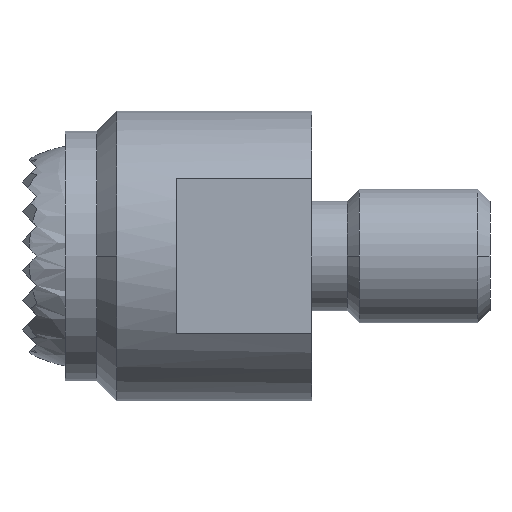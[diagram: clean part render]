
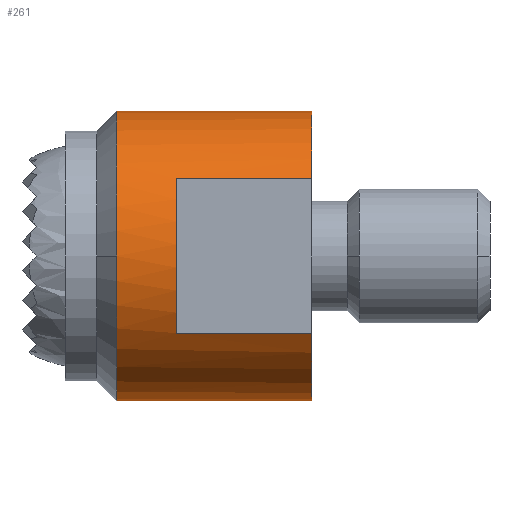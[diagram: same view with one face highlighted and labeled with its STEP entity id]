
A CAD part, front view. The second image highlights one B-rep face of the part: STEP entity #261.
In plain terms, the highlighted cylindrical face has radius 6.5 mm (diameter 13 mm), a partial arc.
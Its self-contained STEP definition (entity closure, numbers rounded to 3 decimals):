
#261=ADVANCED_FACE('',(#696),#697,.T.);
#696=FACE_OUTER_BOUND('',#1310,.T.);
#697=CYLINDRICAL_SURFACE('',#1311,6.5);
#1310=EDGE_LOOP('',(#1998,#1999,#2000,#2001,#2002,#2003,#2004,#2005,#2006));
#1311=AXIS2_PLACEMENT_3D('',#2007,#2008,#2009);
#1998=ORIENTED_EDGE('',*,*,#3418,.T.);
#1999=ORIENTED_EDGE('',*,*,#3467,.F.);
#2000=ORIENTED_EDGE('',*,*,#3463,.T.);
#2001=ORIENTED_EDGE('',*,*,#3460,.T.);
#2002=ORIENTED_EDGE('',*,*,#3465,.T.);
#2003=ORIENTED_EDGE('',*,*,#3468,.F.);
#2004=ORIENTED_EDGE('',*,*,#3420,.T.);
#2005=ORIENTED_EDGE('',*,*,#3469,.F.);
#2006=ORIENTED_EDGE('',*,*,#3414,.F.);
#2007=CARTESIAN_POINT('',(6.675,0.0,0.0));
#2008=DIRECTION('',(1.0,0.0,0.0));
#2009=DIRECTION('',(0.0,0.0,-1.0));
#3414=EDGE_CURVE('',#3987,#3989,#3990,.T.);
#3418=EDGE_CURVE('',#3987,#3995,#3996,.T.);
#3420=EDGE_CURVE('',#3999,#3997,#4000,.T.);
#3460=EDGE_CURVE('',#4060,#4061,#4062,.T.);
#3463=EDGE_CURVE('',#4065,#4060,#4066,.T.);
#3465=EDGE_CURVE('',#4061,#4067,#4069,.T.);
#3467=EDGE_CURVE('',#4065,#3995,#4071,.T.);
#3468=EDGE_CURVE('',#3999,#4067,#4072,.T.);
#3469=EDGE_CURVE('',#3989,#3997,#4073,.T.);
#3987=VERTEX_POINT('',#4731);
#3989=VERTEX_POINT('',#4733);
#3990=CIRCLE('',#4734,6.5);
#3995=VERTEX_POINT('',#4740);
#3996=LINE('',#4741,#4742);
#3997=VERTEX_POINT('',#4743);
#3999=VERTEX_POINT('',#4745);
#4000=LINE('',#4746,#4747);
#4060=VERTEX_POINT('',#4817);
#4061=VERTEX_POINT('',#4818);
#4062=CIRCLE('',#4819,6.5);
#4065=VERTEX_POINT('',#4823);
#4066=LINE('',#4824,#4825);
#4067=VERTEX_POINT('',#4826);
#4069=LINE('',#4829,#4830);
#4071=CIRCLE('',#4832,6.5);
#4072=CIRCLE('',#4833,6.5);
#4073=CIRCLE('',#4834,6.5);
#4731=CARTESIAN_POINT('',(2.3,0.,-6.5));
#4733=CARTESIAN_POINT('',(2.3,-6.5,0.));
#4734=AXIS2_PLACEMENT_3D('',#5736,#5737,#5738);
#4740=CARTESIAN_POINT('',(11.05,0.,-6.5));
#4741=CARTESIAN_POINT('',(6.675,0.,-6.5));
#4742=VECTOR('',#5743,1.0);
#4743=CARTESIAN_POINT('',(2.3,0.,6.5));
#4745=CARTESIAN_POINT('',(11.05,0.,6.5));
#4746=CARTESIAN_POINT('',(6.675,0.,6.5));
#4747=VECTOR('',#5747,1.0);
#4817=CARTESIAN_POINT('',(4.973,-5.5,-3.464));
#4818=CARTESIAN_POINT('',(4.973,-5.5,3.464));
#4819=AXIS2_PLACEMENT_3D('',#5815,#5816,#5817);
#4823=CARTESIAN_POINT('',(11.05,-5.5,-3.464));
#4824=CARTESIAN_POINT('',(8.011,-5.5,-3.464));
#4825=VECTOR('',#5819,1.0);
#4826=CARTESIAN_POINT('',(11.05,-5.5,3.464));
#4829=CARTESIAN_POINT('',(8.011,-5.5,3.464));
#4830=VECTOR('',#5821,1.0);
#4832=AXIS2_PLACEMENT_3D('',#5822,#5823,#5824);
#4833=AXIS2_PLACEMENT_3D('',#5825,#5826,#5827);
#4834=AXIS2_PLACEMENT_3D('',#5828,#5829,#5830);
#5736=CARTESIAN_POINT('',(2.3,0.0,0.0));
#5737=DIRECTION('',(-1.0,0.0,0.));
#5738=DIRECTION('',(0.0,1.0,0.0));
#5743=DIRECTION('',(1.0,0.0,0.0));
#5747=DIRECTION('',(-1.0,-0.0,-0.0));
#5815=CARTESIAN_POINT('',(4.973,0.0,0.0));
#5816=DIRECTION('',(-1.0,-0.0,-0.0));
#5817=DIRECTION('',(0.0,0.0,-1.0));
#5819=DIRECTION('',(-1.0,-0.0,0.0));
#5821=DIRECTION('',(1.0,0.0,0.0));
#5822=CARTESIAN_POINT('',(11.05,0.0,0.0));
#5823=DIRECTION('',(1.0,0.0,0.0));
#5824=DIRECTION('',(0.0,0.0,-1.0));
#5825=CARTESIAN_POINT('',(11.05,0.0,0.0));
#5826=DIRECTION('',(1.0,0.0,0.0));
#5827=DIRECTION('',(0.0,0.0,-1.0));
#5828=CARTESIAN_POINT('',(2.3,0.0,0.0));
#5829=DIRECTION('',(-1.0,0.0,0.));
#5830=DIRECTION('',(0.0,1.0,0.0));
